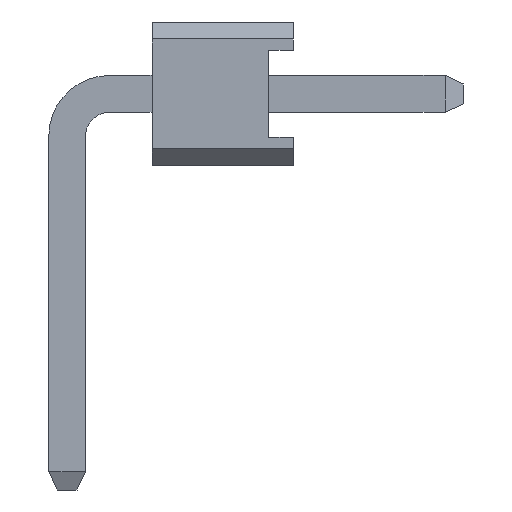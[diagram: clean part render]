
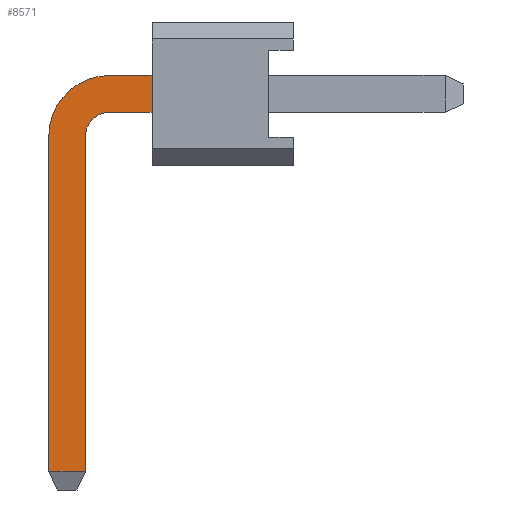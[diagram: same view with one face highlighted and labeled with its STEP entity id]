
A CAD part, left-side view. The second image highlights one B-rep face of the part: STEP entity #8571.
In plain terms, the highlighted planar face has unit normal (-1, 0, 0).
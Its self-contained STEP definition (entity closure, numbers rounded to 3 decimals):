
#4223 = CARTESIAN_POINT ( 'NONE',  ( -0.325, 3.675, -6.678 ) ) ;
#4224 = DIRECTION ( 'NONE',  ( 0., -1., 0. ) ) ;
#4225 = VECTOR ( 'NONE', #4224, 1000. ) ;
#4226 = CARTESIAN_POINT ( 'NONE',  ( -0.325, 3.25, -6.678 ) ) ;
#4227 = LINE ( 'NONE', #4226, #4225 ) ;
#4228 = CARTESIAN_POINT ( 'NONE',  ( -0.325, 4.325, -6.678 ) ) ;
#4229 = CARTESIAN_POINT ( 'NONE',  ( -0.325, 4.325, -0.75 ) ) ;
#4230 = DIRECTION ( 'NONE',  ( 0., 0., -1. ) ) ;
#4231 = VECTOR ( 'NONE', #4230, 1000. ) ;
#4232 = CARTESIAN_POINT ( 'NONE',  ( -0.325, 4.325, -0.75 ) ) ;
#4233 = DIRECTION ( 'NONE',  ( 0., 0., -1. ) ) ;
#4234 = DIRECTION ( 'NONE',  ( 1., 0., 0. ) ) ;
#4235 = CARTESIAN_POINT ( 'NONE',  ( -0.325, 3.25, 0.325 ) ) ;
#4236 = LINE ( 'NONE', #4232, #4231 ) ;
#4237 = AXIS2_PLACEMENT_3D ( 'NONE', #4235, #4234, #4233 ) ;
#4238 = PLANE ( 'NONE',  #4237 ) ;
#4239 = FACE_OUTER_BOUND ( 'NONE', #8572, .T. ) ;
#4244 = CARTESIAN_POINT ( 'NONE',  ( -0.325, 3.25, 0.325 ) ) ;
#4245 = DIRECTION ( 'NONE',  ( 0., -1., 0. ) ) ;
#4246 = VECTOR ( 'NONE', #4245, 1000. ) ;
#4247 = CARTESIAN_POINT ( 'NONE',  ( -0.325, 3.25, 0.325 ) ) ;
#4248 = LINE ( 'NONE', #4247, #4246 ) ;
#4314 = CARTESIAN_POINT ( 'NONE',  ( -0.325, 3.675, -0.75 ) ) ;
#4318 = LINE ( 'NONE', #4314, #4378 ) ;
#4337 = DIRECTION ( 'NONE',  ( 0., 0., 1. ) ) ;
#4338 = DIRECTION ( 'NONE',  ( -1., 0., 0. ) ) ;
#4339 = CARTESIAN_POINT ( 'NONE',  ( -0.325, 3.25, -0.75 ) ) ;
#4340 = AXIS2_PLACEMENT_3D ( 'NONE', #4339, #4338, #4337 ) ;
#4341 = CIRCLE ( 'NONE', #4340, 1.075 ) ;
#4366 = DIRECTION ( 'NONE',  ( 0., -1., 0. ) ) ;
#4367 = VECTOR ( 'NONE', #4366, 1000. ) ;
#4368 = CARTESIAN_POINT ( 'NONE',  ( -0.325, 3.25, -0.325 ) ) ;
#4369 = LINE ( 'NONE', #4368, #4367 ) ;
#4370 = CARTESIAN_POINT ( 'NONE',  ( -0.325, 3.25, -0.325 ) ) ;
#4371 = DIRECTION ( 'NONE',  ( 0., 0., 1. ) ) ;
#4372 = DIRECTION ( 'NONE',  ( -1., 0., 0. ) ) ;
#4373 = CARTESIAN_POINT ( 'NONE',  ( -0.325, 3.25, -0.75 ) ) ;
#4374 = AXIS2_PLACEMENT_3D ( 'NONE', #4373, #4372, #4371 ) ;
#4375 = CIRCLE ( 'NONE', #4374, 0.425 ) ;
#4376 = CARTESIAN_POINT ( 'NONE',  ( -0.325, 3.675, -0.75 ) ) ;
#4377 = DIRECTION ( 'NONE',  ( 0., 0., -1. ) ) ;
#4378 = VECTOR ( 'NONE', #4377, 1000. ) ;
#5396 = CARTESIAN_POINT ( 'NONE',  ( -0.325, 2.5, -0.325 ) ) ;
#5595 = CARTESIAN_POINT ( 'NONE',  ( -0.325, 2.5, 0.325 ) ) ;
#5596 = DIRECTION ( 'NONE',  ( 0., 0., 1. ) ) ;
#5597 = VECTOR ( 'NONE', #5596, 1000. ) ;
#5598 = CARTESIAN_POINT ( 'NONE',  ( -0.325, 2.5, -1.27 ) ) ;
#5599 = LINE ( 'NONE', #5598, #5597 ) ;
#8560 = ORIENTED_EDGE ( 'NONE', *, *, #9349, .T. ) ;
#8561 = ORIENTED_EDGE ( 'NONE', *, *, #8562, .F. ) ;
#8562 = EDGE_CURVE ( 'NONE', #8563, #9350, #4248, .T. ) ;
#8563 = VERTEX_POINT ( 'NONE', #4244 ) ;
#8564 = ORIENTED_EDGE ( 'NONE', *, *, #8623, .T. ) ;
#8571 = ADVANCED_FACE ( 'NONE', ( #4239 ), #4238, .F. ) ;
#8572 = EDGE_LOOP ( 'NONE', ( #8573, #8577, #8635, #8638, #8641, #8560, #8561, #8564 ) ) ;
#8573 = ORIENTED_EDGE ( 'NONE', *, *, #8574, .T. ) ;
#8574 = EDGE_CURVE ( 'NONE', #8575, #8576, #4236, .T. ) ;
#8575 = VERTEX_POINT ( 'NONE', #4229 ) ;
#8576 = VERTEX_POINT ( 'NONE', #4228 ) ;
#8577 = ORIENTED_EDGE ( 'NONE', *, *, #8578, .T. ) ;
#8578 = EDGE_CURVE ( 'NONE', #8576, #8579, #4227, .T. ) ;
#8579 = VERTEX_POINT ( 'NONE', #4223 ) ;
#8623 = EDGE_CURVE ( 'NONE', #8563, #8575, #4341, .T. ) ;
#8635 = ORIENTED_EDGE ( 'NONE', *, *, #8636, .F. ) ;
#8636 = EDGE_CURVE ( 'NONE', #8637, #8579, #4318, .T. ) ;
#8637 = VERTEX_POINT ( 'NONE', #4376 ) ;
#8638 = ORIENTED_EDGE ( 'NONE', *, *, #8639, .F. ) ;
#8639 = EDGE_CURVE ( 'NONE', #8640, #8637, #4375, .T. ) ;
#8640 = VERTEX_POINT ( 'NONE', #4370 ) ;
#8641 = ORIENTED_EDGE ( 'NONE', *, *, #8642, .T. ) ;
#8642 = EDGE_CURVE ( 'NONE', #8640, #9276, #4369, .T. ) ;
#9276 = VERTEX_POINT ( 'NONE', #5396 ) ;
#9349 = EDGE_CURVE ( 'NONE', #9276, #9350, #5599, .T. ) ;
#9350 = VERTEX_POINT ( 'NONE', #5595 ) ;
